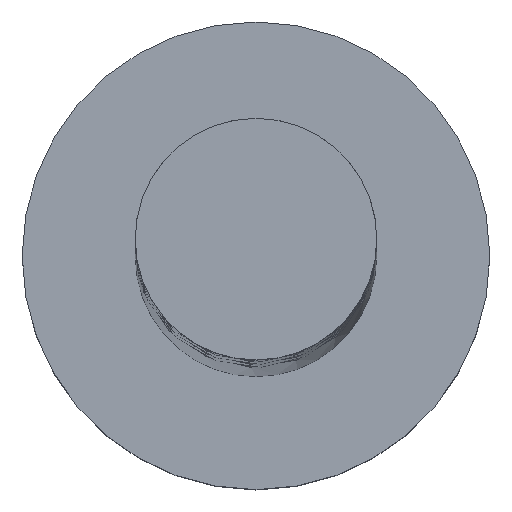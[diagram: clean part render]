
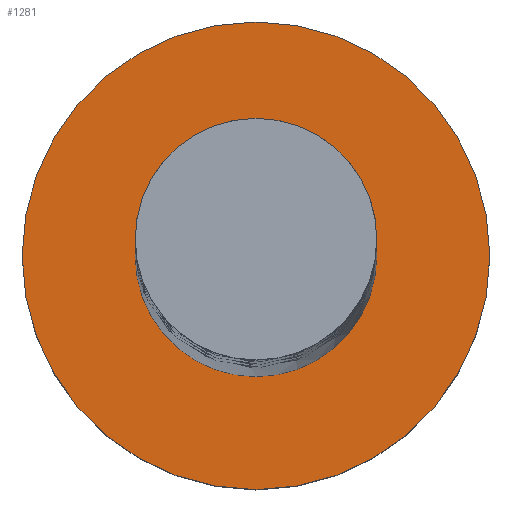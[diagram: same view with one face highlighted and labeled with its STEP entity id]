
A CAD part, top view. The second image highlights one B-rep face of the part: STEP entity #1281.
In plain terms, the highlighted planar face has unit normal (0, 0, 1).
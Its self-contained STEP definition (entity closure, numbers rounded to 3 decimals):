
#4 = CARTESIAN_POINT ( 'NONE',  ( 0., 0., 5. ) ) ;
#39 = EDGE_CURVE ( 'NONE', #1017, #961, #303, .T. ) ;
#62 = CARTESIAN_POINT ( 'NONE',  ( 0., 0., 5. ) ) ;
#108 = EDGE_LOOP ( 'NONE', ( #1439, #776 ) ) ;
#135 = ORIENTED_EDGE ( 'NONE', *, *, #717, .T. ) ;
#181 = FACE_BOUND ( 'NONE', #108, .T. ) ;
#237 = CARTESIAN_POINT ( 'NONE',  ( 0., 0., 5. ) ) ;
#303 = CIRCLE ( 'NONE', #1472, 3.1 ) ;
#365 = DIRECTION ( 'NONE',  ( 1., 0., 0. ) ) ;
#371 = CIRCLE ( 'NONE', #468, 3.1 ) ;
#405 = AXIS2_PLACEMENT_3D ( 'NONE', #4, #1128, #1270 ) ;
#468 = AXIS2_PLACEMENT_3D ( 'NONE', #237, #1674, #1100 ) ;
#477 = DIRECTION ( 'NONE',  ( 0., 0., 1. ) ) ;
#482 = DIRECTION ( 'NONE',  ( 0., 0., 1. ) ) ;
#490 = CARTESIAN_POINT ( 'NONE',  ( 0., 0., 5. ) ) ;
#534 = EDGE_LOOP ( 'NONE', ( #1691, #135 ) ) ;
#584 = VERTEX_POINT ( 'NONE', #1286 ) ;
#627 = DIRECTION ( 'NONE',  ( 0., 0., 1. ) ) ;
#693 = CIRCLE ( 'NONE', #1628, 6. ) ;
#717 = EDGE_CURVE ( 'NONE', #1371, #584, #693, .T. ) ;
#720 = CARTESIAN_POINT ( 'NONE',  ( 0., 0., 5. ) ) ;
#776 = ORIENTED_EDGE ( 'NONE', *, *, #39, .F. ) ;
#912 = CARTESIAN_POINT ( 'NONE',  ( 6., 0., 5. ) ) ;
#926 = CIRCLE ( 'NONE', #1452, 6. ) ;
#961 = VERTEX_POINT ( 'NONE', #1656 ) ;
#1017 = VERTEX_POINT ( 'NONE', #1092 ) ;
#1092 = CARTESIAN_POINT ( 'NONE',  ( 3.1, 0., 5. ) ) ;
#1100 = DIRECTION ( 'NONE',  ( 1., 0., 0. ) ) ;
#1128 = DIRECTION ( 'NONE',  ( 0., 0., 1. ) ) ;
#1270 = DIRECTION ( 'NONE',  ( 1., 0., 0. ) ) ;
#1281 = ADVANCED_FACE ( 'NONE', ( #181, #1290 ), #1715, .T. ) ;
#1286 = CARTESIAN_POINT ( 'NONE',  ( -6., 0., 5. ) ) ;
#1290 = FACE_OUTER_BOUND ( 'NONE', #534, .T. ) ;
#1352 = EDGE_CURVE ( 'NONE', #584, #1371, #926, .T. ) ;
#1371 = VERTEX_POINT ( 'NONE', #912 ) ;
#1439 = ORIENTED_EDGE ( 'NONE', *, *, #1714, .F. ) ;
#1452 = AXIS2_PLACEMENT_3D ( 'NONE', #490, #482, #1591 ) ;
#1472 = AXIS2_PLACEMENT_3D ( 'NONE', #62, #627, #365 ) ;
#1591 = DIRECTION ( 'NONE',  ( 1., 0., 0. ) ) ;
#1628 = AXIS2_PLACEMENT_3D ( 'NONE', #720, #477, #1807 ) ;
#1656 = CARTESIAN_POINT ( 'NONE',  ( -3.1, 0., 5. ) ) ;
#1674 = DIRECTION ( 'NONE',  ( 0., 0., 1. ) ) ;
#1691 = ORIENTED_EDGE ( 'NONE', *, *, #1352, .T. ) ;
#1714 = EDGE_CURVE ( 'NONE', #961, #1017, #371, .T. ) ;
#1715 = PLANE ( 'NONE',  #405 ) ;
#1807 = DIRECTION ( 'NONE',  ( 1., 0., 0. ) ) ;
